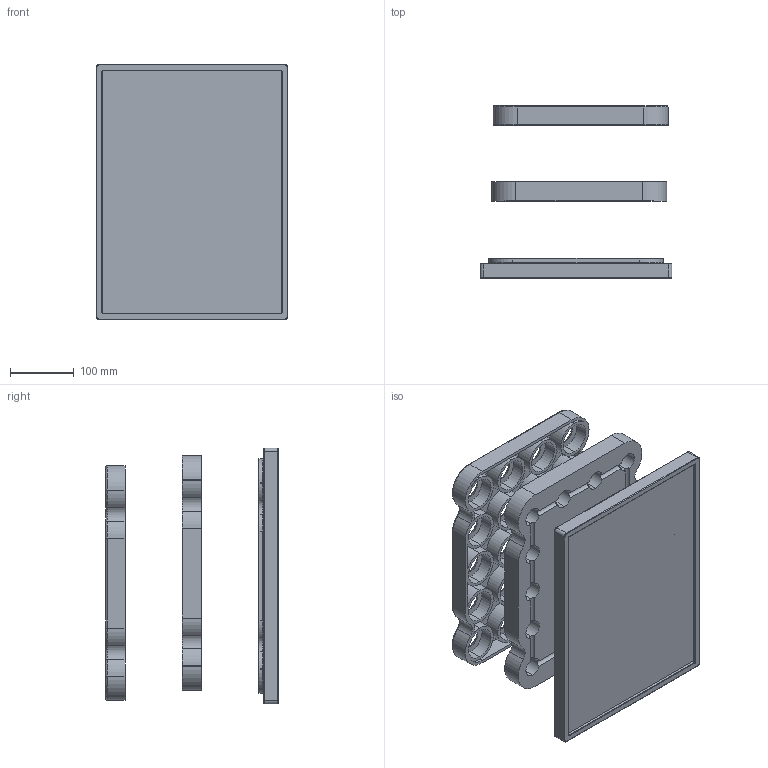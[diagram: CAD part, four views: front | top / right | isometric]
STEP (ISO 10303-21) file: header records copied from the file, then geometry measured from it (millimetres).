
FILE_DESCRIPTION (( 'STEP AP214' ), '1' );
FILE_NAME ('Bierkastenzapfanlage_2.STEP', '2013-02-18T17:54:46', ( '' ), ( '' ), 'SwSTEP 2.0', 'SolidWorks 2011', '' );
FILE_SCHEMA (( 'AUTOMOTIVE_DESIGN' ));
Length unit declared in the file: millimetre
Products named in the file (4): Unterteil-neu_1; Mittelteil_1; Deckel_1; Bierkastenzapfanlage_2
Assembly tree (3 placements, depth 2):
  Bierkastenzapfanlage_2
    Deckel_1
    Unterteil-neu_1
    Mittelteil_1
Bounding box: 300 x 269.69 x 400 mm (x, y, z)
Volume: 4326068 mm3; surface area: 1125957.1 mm2
Topology: 3 solids, 3 shells, 1047 faces, 2819 edges, 1798 vertices
Faces by surface type: cylinder 589, plane 265, bspline 153, cone 40
Entity records: 46053 total; most frequent: CARTESIAN_POINT 20023, ORIENTED_EDGE 5638, DIRECTION 5345, EDGE_CURVE 2819, AXIS2_PLACEMENT_3D 2084, VERTEX_POINT 1798, CIRCLE 1184, LINE 1177
